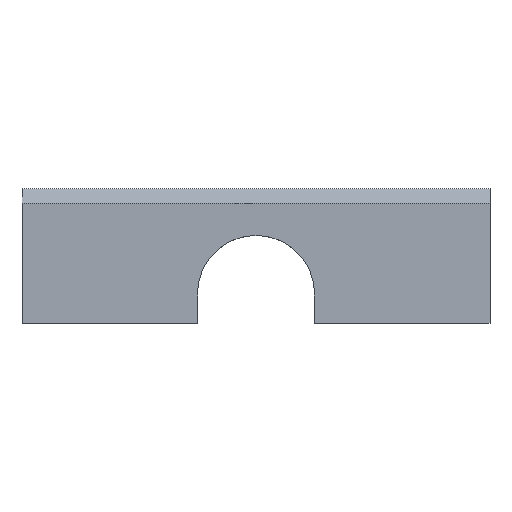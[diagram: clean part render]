
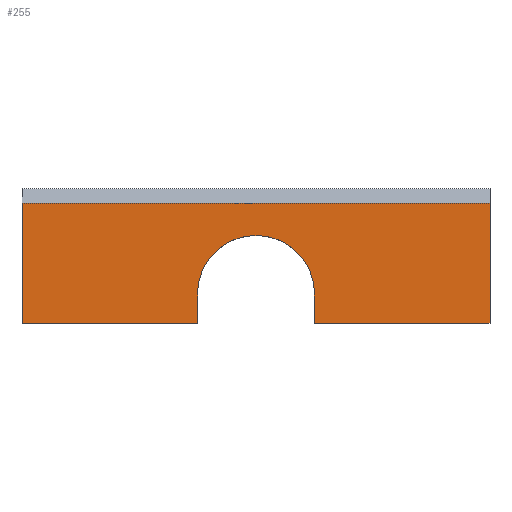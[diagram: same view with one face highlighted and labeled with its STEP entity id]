
A CAD part, top view. The second image highlights one B-rep face of the part: STEP entity #255.
In plain terms, the highlighted planar face has unit normal (0, 0, 1).
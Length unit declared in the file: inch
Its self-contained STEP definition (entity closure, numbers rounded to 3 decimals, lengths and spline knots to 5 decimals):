
#1 = EDGE_CURVE ( 'NONE', #113, #69, #274, .T. ) ;
#6 = CARTESIAN_POINT ( 'NONE',  ( 1., 0.125, 0.124 ) ) ;
#15 = CARTESIAN_POINT ( 'NONE',  ( 0.75, 0.125, 0.124 ) ) ;
#29 = DIRECTION ( 'NONE',  ( 0., -1., 0. ) ) ;
#42 = EDGE_LOOP ( 'NONE', ( #260, #226, #147, #138, #236, #79, #283, #398 ) ) ;
#59 = PLANE ( 'NONE',  #263 ) ;
#61 = CARTESIAN_POINT ( 'NONE',  ( 0.75, 0.125, 0.124 ) ) ;
#68 = VECTOR ( 'NONE', #29, 39.37008 ) ;
#69 = VERTEX_POINT ( 'NONE', #183 ) ;
#76 = CARTESIAN_POINT ( 'NONE',  ( 2., 0.513, 0.124 ) ) ;
#79 = ORIENTED_EDGE ( 'NONE', *, *, #348, .F. ) ;
#90 = EDGE_CURVE ( 'NONE', #173, #98, #306, .T. ) ;
#98 = VERTEX_POINT ( 'NONE', #363 ) ;
#101 = DIRECTION ( 'NONE',  ( 0., -1., 0. ) ) ;
#103 = DIRECTION ( 'NONE',  ( 1., 0., 0. ) ) ;
#113 = VERTEX_POINT ( 'NONE', #307 ) ;
#125 = DIRECTION ( 'NONE',  ( 1., 0., 0. ) ) ;
#132 = CARTESIAN_POINT ( 'NONE',  ( 1.25, 0.125, 0.124 ) ) ;
#135 = VERTEX_POINT ( 'NONE', #179 ) ;
#137 = DIRECTION ( 'NONE',  ( -1., 0., 0. ) ) ;
#138 = ORIENTED_EDGE ( 'NONE', *, *, #90, .T. ) ;
#139 = EDGE_CURVE ( 'NONE', #296, #98, #302, .T. ) ;
#147 = ORIENTED_EDGE ( 'NONE', *, *, #325, .F. ) ;
#150 = CARTESIAN_POINT ( 'NONE',  ( 0., 0., 0.124 ) ) ;
#153 = CARTESIAN_POINT ( 'NONE',  ( 0., 0., 0.124 ) ) ;
#162 = CIRCLE ( 'NONE', #193, 0.25 ) ;
#163 = FACE_OUTER_BOUND ( 'NONE', #42, .T. ) ;
#165 = DIRECTION ( 'NONE',  ( 0., -1., 0. ) ) ;
#173 = VERTEX_POINT ( 'NONE', #344 ) ;
#179 = CARTESIAN_POINT ( 'NONE',  ( 0., 0.513, 0.124 ) ) ;
#181 = VECTOR ( 'NONE', #165, 39.37008 ) ;
#183 = CARTESIAN_POINT ( 'NONE',  ( 2., 0., 0.124 ) ) ;
#189 = DIRECTION ( 'NONE',  ( -1., 0., 0. ) ) ;
#190 = LINE ( 'NONE', #369, #68 ) ;
#193 = AXIS2_PLACEMENT_3D ( 'NONE', #6, #259, #103 ) ;
#198 = LINE ( 'NONE', #374, #404 ) ;
#226 = ORIENTED_EDGE ( 'NONE', *, *, #340, .T. ) ;
#227 = LINE ( 'NONE', #380, #231 ) ;
#231 = VECTOR ( 'NONE', #137, 39.37008 ) ;
#233 = DIRECTION ( 'NONE',  ( 0., 1., 0. ) ) ;
#236 = ORIENTED_EDGE ( 'NONE', *, *, #139, .F. ) ;
#244 = EDGE_CURVE ( 'NONE', #356, #113, #347, .T. ) ;
#249 = DIRECTION ( 'NONE',  ( 1., 0., 0. ) ) ;
#255 = ADVANCED_FACE ( 'NONE', ( #163 ), #59, .F. ) ;
#259 = DIRECTION ( 'NONE',  ( 0., 0., 1. ) ) ;
#260 = ORIENTED_EDGE ( 'NONE', *, *, #286, .F. ) ;
#263 = AXIS2_PLACEMENT_3D ( 'NONE', #287, #407, #189 ) ;
#274 = LINE ( 'NONE', #150, #395 ) ;
#283 = ORIENTED_EDGE ( 'NONE', *, *, #244, .T. ) ;
#286 = EDGE_CURVE ( 'NONE', #352, #69, #190, .T. ) ;
#287 = CARTESIAN_POINT ( 'NONE',  ( 0., 0., 0.124 ) ) ;
#296 = VERTEX_POINT ( 'NONE', #61 ) ;
#302 = LINE ( 'NONE', #15, #345 ) ;
#306 = LINE ( 'NONE', #153, #387 ) ;
#307 = CARTESIAN_POINT ( 'NONE',  ( 1.25, 0., 0.124 ) ) ;
#325 = EDGE_CURVE ( 'NONE', #173, #135, #198, .T. ) ;
#340 = EDGE_CURVE ( 'NONE', #352, #135, #227, .T. ) ;
#344 = CARTESIAN_POINT ( 'NONE',  ( 0., 0., 0.124 ) ) ;
#345 = VECTOR ( 'NONE', #101, 39.37008 ) ;
#347 = LINE ( 'NONE', #132, #181 ) ;
#348 = EDGE_CURVE ( 'NONE', #356, #296, #162, .T. ) ;
#352 = VERTEX_POINT ( 'NONE', #76 ) ;
#356 = VERTEX_POINT ( 'NONE', #376 ) ;
#363 = CARTESIAN_POINT ( 'NONE',  ( 0.75, 0., 0.124 ) ) ;
#369 = CARTESIAN_POINT ( 'NONE',  ( 2., 0.575, 0.124 ) ) ;
#374 = CARTESIAN_POINT ( 'NONE',  ( 0., 0., 0.124 ) ) ;
#376 = CARTESIAN_POINT ( 'NONE',  ( 1.25, 0.125, 0.124 ) ) ;
#380 = CARTESIAN_POINT ( 'NONE',  ( 2., 0.513, 0.124 ) ) ;
#387 = VECTOR ( 'NONE', #249, 39.37008 ) ;
#395 = VECTOR ( 'NONE', #125, 39.37008 ) ;
#398 = ORIENTED_EDGE ( 'NONE', *, *, #1, .T. ) ;
#404 = VECTOR ( 'NONE', #233, 39.37008 ) ;
#407 = DIRECTION ( 'NONE',  ( 0., 0., -1. ) ) ;
